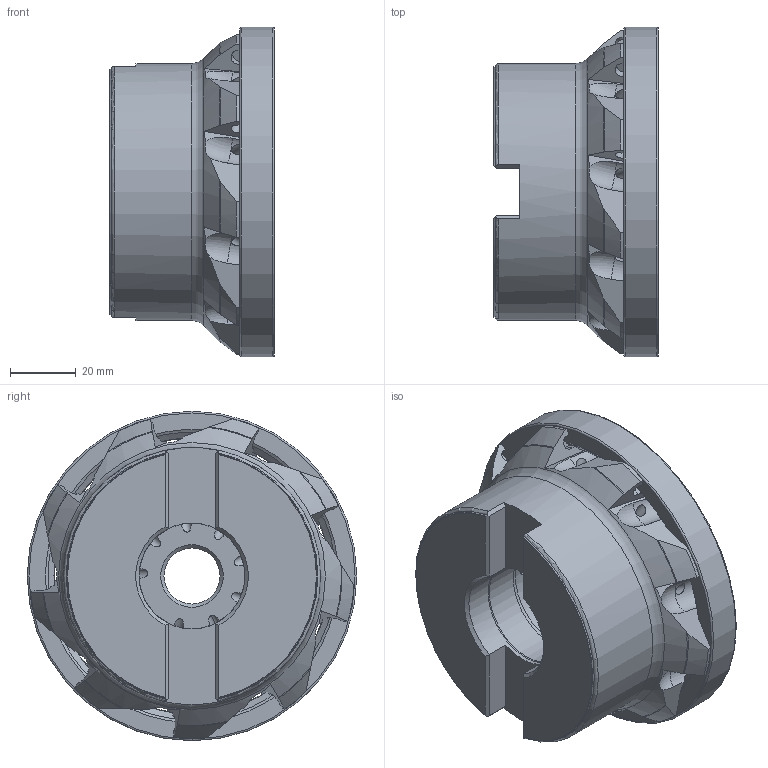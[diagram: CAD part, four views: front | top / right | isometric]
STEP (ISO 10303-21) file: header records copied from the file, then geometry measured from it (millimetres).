
FILE_DESCRIPTION (( 'STEP AP214' ), '1' );
FILE_NAME ('90PP-100-10-9.STEP', '2014-11-18T14:31:18', ( '' ), ( '' ), 'SwSTEP 2.0', 'SolidWorks 2014', '' );
FILE_SCHEMA (( 'AUTOMOTIVE_DESIGN' ));
Length unit declared in the file: millimetre
Products named in the file (1): 90PP-100-10-9
Bounding box: 49.99 x 99.99 x 99.99 mm (x, y, z)
Volume: 237723.1 mm3; surface area: 36317.1 mm2
Topology: 1 solids, 1 shells, 286 faces, 904 edges, 598 vertices
Faces by surface type: plane 121, cone 76, cylinder 53, torus 36
Full cylindrical faces by diameter (mm): 3 x7, 17 x1, 25 x1, 32 x1, 32.15 x1, 32.3 x1, 74 x1, 78 x1, 99.989 x1
Entity records: 11742 total; most frequent: CARTESIAN_POINT 3731, ORIENTED_EDGE 1724, DIRECTION 1251, EDGE_CURVE 862, VERTEX_POINT 585, AXIS2_PLACEMENT_3D 497, EDGE_LOOP 329, B_SPLINE_CURVE_WITH_KNOTS 319
